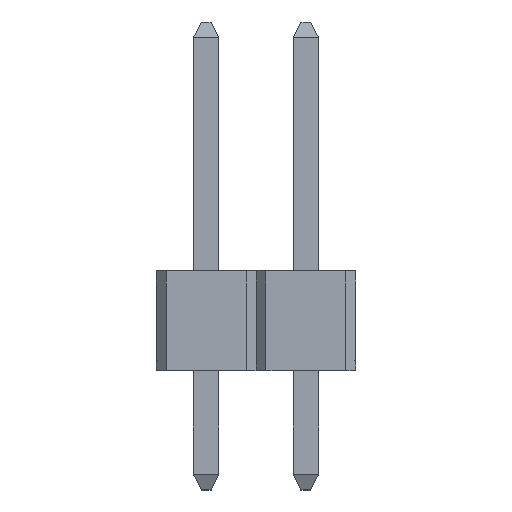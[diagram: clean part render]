
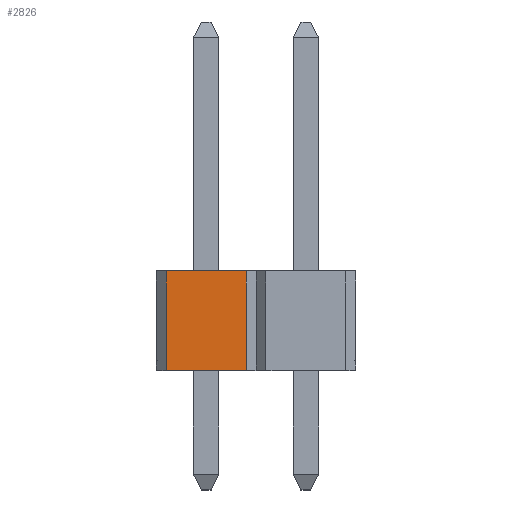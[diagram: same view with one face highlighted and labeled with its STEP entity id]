
A CAD part, left-side view. The second image highlights one B-rep face of the part: STEP entity #2826.
In plain terms, the highlighted planar face has unit normal (-1, 0, 0).
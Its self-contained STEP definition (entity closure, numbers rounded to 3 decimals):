
#75=FACE_OUTER_BOUND('',#241,.T.);
#241=EDGE_LOOP('',(#1965,#1966,#1967,#1968));
#396=LINE('',#3903,#786);
#486=LINE('',#4082,#876);
#492=LINE('',#4093,#882);
#493=LINE('',#4095,#883);
#786=VECTOR('',#3161,2.032);
#876=VECTOR('',#3325,2.54);
#882=VECTOR('',#3335,2.54);
#883=VECTOR('',#3338,2.032);
#1176=VERTEX_POINT('',#3900);
#1177=VERTEX_POINT('',#3902);
#1229=VERTEX_POINT('',#4081);
#1232=VERTEX_POINT('',#4091);
#1406=EDGE_CURVE('',#1177,#1176,#396,.T.);
#1496=EDGE_CURVE('',#1177,#1229,#486,.T.);
#1502=EDGE_CURVE('',#1176,#1232,#492,.T.);
#1503=EDGE_CURVE('',#1229,#1232,#493,.T.);
#1965=ORIENTED_EDGE('',*,*,#1406,.T.);
#1966=ORIENTED_EDGE('',*,*,#1502,.T.);
#1967=ORIENTED_EDGE('',*,*,#1503,.F.);
#1968=ORIENTED_EDGE('',*,*,#1496,.F.);
#2601=PLANE('',#3007);
#2826=ADVANCED_FACE('',(#75),#2601,.T.);
#3007=AXIS2_PLACEMENT_3D('',#4094,#3336,#3337);
#3161=DIRECTION('',(0.,1.,0.));
#3325=DIRECTION('',(0.,0.,-1.));
#3335=DIRECTION('',(0.,0.,-1.));
#3336=DIRECTION('center_axis',(-1.,0.,0.));
#3337=DIRECTION('ref_axis',(0.,1.,0.));
#3338=DIRECTION('',(0.,1.,0.));
#3900=CARTESIAN_POINT('',(0.417,93.503,-1.659));
#3902=CARTESIAN_POINT('',(0.417,91.471,-1.659));
#3903=CARTESIAN_POINT('',(0.417,91.471,-1.659));
#4081=CARTESIAN_POINT('',(0.417,91.471,-4.199));
#4082=CARTESIAN_POINT('',(0.417,91.471,-1.659));
#4091=CARTESIAN_POINT('',(0.417,93.503,-4.199));
#4093=CARTESIAN_POINT('',(0.417,93.503,-1.659));
#4094=CARTESIAN_POINT('Origin',(0.417,91.471,-1.659));
#4095=CARTESIAN_POINT('',(0.417,91.471,-4.199));
